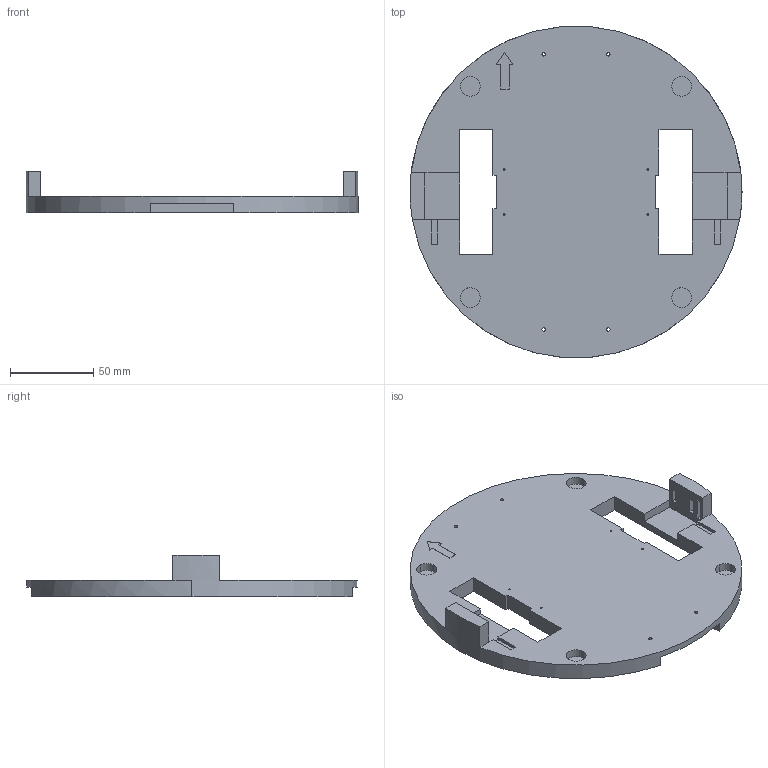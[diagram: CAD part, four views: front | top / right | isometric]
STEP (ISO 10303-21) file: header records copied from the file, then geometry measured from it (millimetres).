
FILE_DESCRIPTION(('CATIA V5 STEP Exchange'),'2;1');
FILE_NAME('sase_raw.stp','2023-07-22T02:06:38+00:00',('none'),('none'),'CATIA Version 5 Release 20 GA (IN-10)','CATIA V5 STEP AP203','none');
FILE_SCHEMA(('CONFIG_CONTROL_DESIGN'));
Length unit declared in the file: millimetre
Products named in the file (1): sase
Bounding box: 200 x 199.3 x 25.3 mm (x, y, z)
Volume: 262298.2 mm3; surface area: 71772.8 mm2
Topology: 1 solids, 1 shells, 131 faces, 371 edges, 257 vertices
Faces by surface type: plane 96, cylinder 35
Entity records: 3979 total; most frequent: CARTESIAN_POINT 729, ORIENTED_EDGE 696, DIRECTION 524, EDGE_CURVE 348, VECTOR 287, LINE 287, VERTEX_POINT 230, EDGE_LOOP 162
